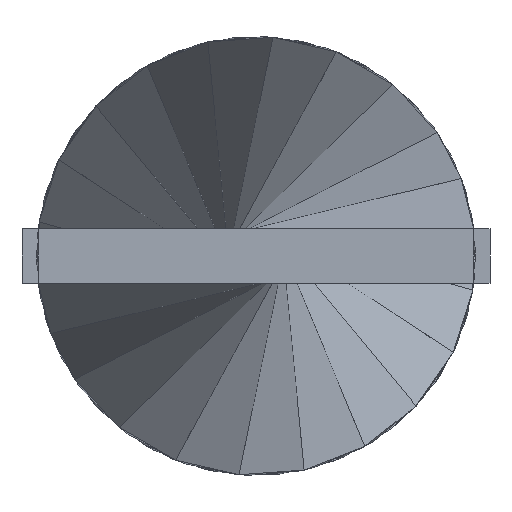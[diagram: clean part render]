
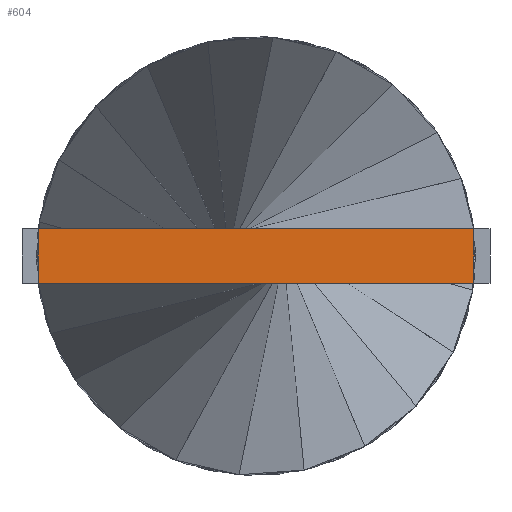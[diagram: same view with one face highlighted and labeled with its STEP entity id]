
A CAD part, left-side view. The second image highlights one B-rep face of the part: STEP entity #604.
In plain terms, the highlighted planar face has unit normal (-1, 0, 0).
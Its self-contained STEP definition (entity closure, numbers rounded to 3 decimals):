
#32 = EDGE_CURVE ( 'NONE', #554, #920, #602, .T. ) ;
#45 = EDGE_CURVE ( 'NONE', #366, #554, #987, .T. ) ;
#64 = ORIENTED_EDGE ( 'NONE', *, *, #975, .T. ) ;
#161 = VECTOR ( 'NONE', #1024, 1000. ) ;
#181 = EDGE_LOOP ( 'NONE', ( #827, #1107, #64, #1573 ) ) ;
#218 = AXIS2_PLACEMENT_3D ( 'NONE', #487, #1104, #997 ) ;
#232 = VECTOR ( 'NONE', #842, 1000. ) ;
#322 = CARTESIAN_POINT ( 'NONE',  ( -89., -4., 0.5 ) ) ;
#332 = VERTEX_POINT ( 'NONE', #1240 ) ;
#339 = CARTESIAN_POINT ( 'NONE',  ( -89., 4., -0.5 ) ) ;
#356 = CARTESIAN_POINT ( 'NONE',  ( -89., -4., 0.5 ) ) ;
#366 = VERTEX_POINT ( 'NONE', #356 ) ;
#487 = CARTESIAN_POINT ( 'NONE',  ( -89., 0., 0. ) ) ;
#491 = VECTOR ( 'NONE', #1308, 1000. ) ;
#503 = CARTESIAN_POINT ( 'NONE',  ( -89., -4., -0.5 ) ) ;
#525 = VECTOR ( 'NONE', #1466, 1000. ) ;
#554 = VERTEX_POINT ( 'NONE', #600 ) ;
#600 = CARTESIAN_POINT ( 'NONE',  ( -89., 4., 0.5 ) ) ;
#602 = LINE ( 'NONE', #705, #491 ) ;
#604 = ADVANCED_FACE ( 'NONE', ( #1231 ), #1118, .T. ) ;
#705 = CARTESIAN_POINT ( 'NONE',  ( -89., 4., 0.5 ) ) ;
#827 = ORIENTED_EDGE ( 'NONE', *, *, #45, .T. ) ;
#842 = DIRECTION ( 'NONE',  ( 0., 1., 0. ) ) ;
#920 = VERTEX_POINT ( 'NONE', #986 ) ;
#975 = EDGE_CURVE ( 'NONE', #920, #332, #1106, .T. ) ;
#986 = CARTESIAN_POINT ( 'NONE',  ( -89., 4., -0.5 ) ) ;
#987 = LINE ( 'NONE', #322, #232 ) ;
#997 = DIRECTION ( 'NONE',  ( 0., 0., 1. ) ) ;
#1024 = DIRECTION ( 'NONE',  ( 0., 0., 1. ) ) ;
#1104 = DIRECTION ( 'NONE',  ( -1., 0., 0. ) ) ;
#1106 = LINE ( 'NONE', #339, #525 ) ;
#1107 = ORIENTED_EDGE ( 'NONE', *, *, #32, .T. ) ;
#1118 = PLANE ( 'NONE',  #218 ) ;
#1231 = FACE_OUTER_BOUND ( 'NONE', #181, .T. ) ;
#1240 = CARTESIAN_POINT ( 'NONE',  ( -89., -4., -0.5 ) ) ;
#1250 = LINE ( 'NONE', #503, #161 ) ;
#1308 = DIRECTION ( 'NONE',  ( 0., 0., -1. ) ) ;
#1466 = DIRECTION ( 'NONE',  ( 0., -1., 0. ) ) ;
#1540 = EDGE_CURVE ( 'NONE', #332, #366, #1250, .T. ) ;
#1573 = ORIENTED_EDGE ( 'NONE', *, *, #1540, .T. ) ;
